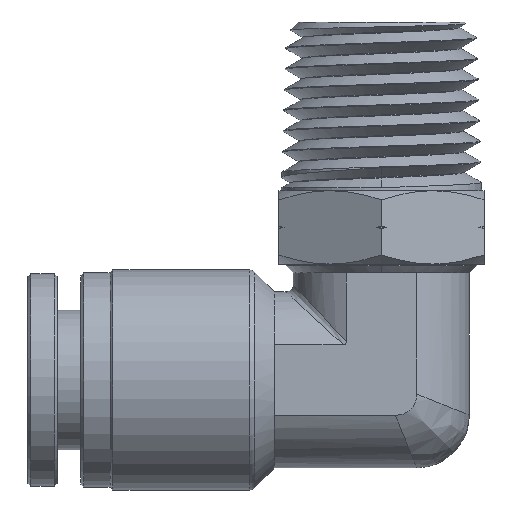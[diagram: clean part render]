
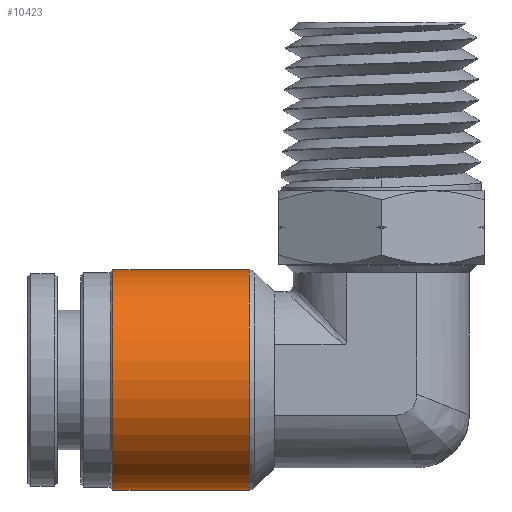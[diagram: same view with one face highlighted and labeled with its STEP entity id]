
A CAD part, left-side view. The second image highlights one B-rep face of the part: STEP entity #10423.
In plain terms, the highlighted cylindrical face has radius 7.5 mm (diameter 15 mm), a partial arc.
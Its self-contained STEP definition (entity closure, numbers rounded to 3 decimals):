
#242 = CARTESIAN_POINT ( 'NONE',  ( 0., 11.4, 0. ) ) ;
#272 = CARTESIAN_POINT ( 'NONE',  ( 0., 9.2, 0. ) ) ;
#610 = VERTEX_POINT ( 'NONE', #24136 ) ;
#2431 = DIRECTION ( 'NONE',  ( 0., -1., 0. ) ) ;
#2579 = DIRECTION ( 'NONE',  ( 0., 0., 1. ) ) ;
#2640 = VECTOR ( 'NONE', #2431, 1000. ) ;
#6619 = AXIS2_PLACEMENT_3D ( 'NONE', #272, #16566, #2579 ) ;
#7389 = EDGE_CURVE ( 'NONE', #610, #8596, #19208, .T. ) ;
#7543 = VECTOR ( 'NONE', #22229, 1000. ) ;
#8282 = DIRECTION ( 'NONE',  ( 0., 1., 0. ) ) ;
#8596 = VERTEX_POINT ( 'NONE', #25805 ) ;
#8960 = CIRCLE ( 'NONE', #12343, 7.5 ) ;
#9766 = EDGE_CURVE ( 'NONE', #27871, #9852, #20518, .T. ) ;
#9852 = VERTEX_POINT ( 'NONE', #28227 ) ;
#10423 = ADVANCED_FACE ( 'NONE', ( #23697 ), #26210, .T. ) ;
#10587 = ORIENTED_EDGE ( 'NONE', *, *, #7389, .F. ) ;
#11728 = CARTESIAN_POINT ( 'NONE',  ( 0., 11.4, -7.5 ) ) ;
#11955 = DIRECTION ( 'NONE',  ( 0., 0., -1. ) ) ;
#12343 = AXIS2_PLACEMENT_3D ( 'NONE', #22231, #8282, #24534 ) ;
#13340 = AXIS2_PLACEMENT_3D ( 'NONE', #242, #16537, #11955 ) ;
#16537 = DIRECTION ( 'NONE',  ( 0., -1., 0. ) ) ;
#16566 = DIRECTION ( 'NONE',  ( 0., -1., 0. ) ) ;
#16683 = EDGE_CURVE ( 'NONE', #9852, #8596, #8960, .T. ) ;
#17068 = ORIENTED_EDGE ( 'NONE', *, *, #20556, .T. ) ;
#17573 = CARTESIAN_POINT ( 'NONE',  ( 0., 11.4, 7.5 ) ) ;
#18424 = ORIENTED_EDGE ( 'NONE', *, *, #9766, .T. ) ;
#18642 = ORIENTED_EDGE ( 'NONE', *, *, #16683, .T. ) ;
#19198 = CARTESIAN_POINT ( 'NONE',  ( 0., 9.2, -7.5 ) ) ;
#19208 = LINE ( 'NONE', #17573, #7543 ) ;
#20518 = LINE ( 'NONE', #11728, #2640 ) ;
#20556 = EDGE_CURVE ( 'NONE', #610, #27871, #25218, .T. ) ;
#22229 = DIRECTION ( 'NONE',  ( 0., -1., 0. ) ) ;
#22231 = CARTESIAN_POINT ( 'NONE',  ( 0., -0.093, 0. ) ) ;
#23697 = FACE_OUTER_BOUND ( 'NONE', #28893, .T. ) ;
#24136 = CARTESIAN_POINT ( 'NONE',  ( 0., 9.2, 7.5 ) ) ;
#24534 = DIRECTION ( 'NONE',  ( 0., 0., -1. ) ) ;
#25218 = CIRCLE ( 'NONE', #6619, 7.5 ) ;
#25805 = CARTESIAN_POINT ( 'NONE',  ( 0., -0.093, 7.5 ) ) ;
#26210 = CYLINDRICAL_SURFACE ( 'NONE', #13340, 7.5 ) ;
#27871 = VERTEX_POINT ( 'NONE', #19198 ) ;
#28227 = CARTESIAN_POINT ( 'NONE',  ( 0., -0.093, -7.5 ) ) ;
#28893 = EDGE_LOOP ( 'NONE', ( #10587, #17068, #18424, #18642 ) ) ;
